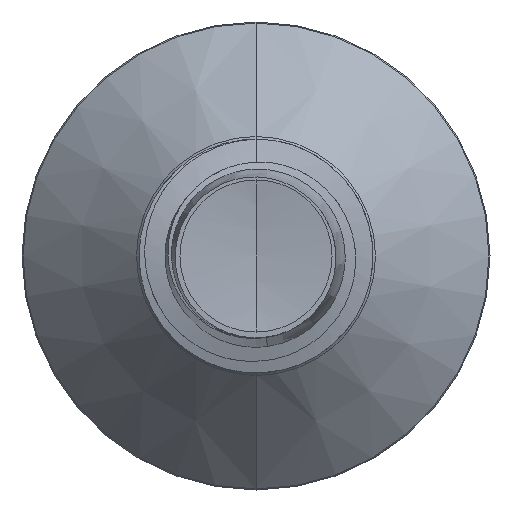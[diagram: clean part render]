
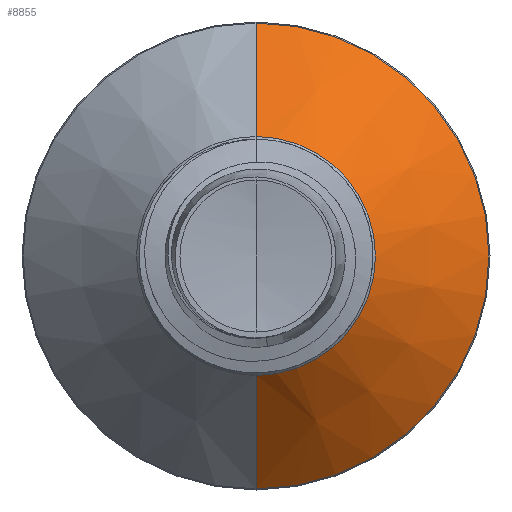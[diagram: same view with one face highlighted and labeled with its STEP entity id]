
A CAD part, front view. The second image highlights one B-rep face of the part: STEP entity #8855.
In plain terms, the highlighted conical face has half-angle 45 degrees and reference radius 2.042 mm.
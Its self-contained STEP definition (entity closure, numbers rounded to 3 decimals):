
#429 = VERTEX_POINT ( 'NONE', #8830 ) ;
#520 = DIRECTION ( 'NONE',  ( 0., 0., 1. ) ) ;
#977 = CIRCLE ( 'NONE', #2535, 2.042 ) ;
#1840 = CARTESIAN_POINT ( 'NONE',  ( 0., 4.282, 3.982 ) ) ;
#2535 = AXIS2_PLACEMENT_3D ( 'NONE', #10869, #4855, #11912 ) ;
#2706 = AXIS2_PLACEMENT_3D ( 'NONE', #12867, #6801, #520 ) ;
#3039 = VECTOR ( 'NONE', #12823, 1000. ) ;
#3050 = CONICAL_SURFACE ( 'NONE', #5188, 2.042, 0.785 ) ;
#3362 = LINE ( 'NONE', #11793, #3039 ) ;
#3612 = DIRECTION ( 'NONE',  ( 0., 1., 0. ) ) ;
#4855 = DIRECTION ( 'NONE',  ( 0., 1., 0. ) ) ;
#5188 = AXIS2_PLACEMENT_3D ( 'NONE', #12755, #3612, #6685 ) ;
#5646 = CARTESIAN_POINT ( 'NONE',  ( 0., 2.342, -2.042 ) ) ;
#5862 = CARTESIAN_POINT ( 'NONE',  ( 0., 4.282, -3.982 ) ) ;
#5880 = CARTESIAN_POINT ( 'NONE',  ( 0., 2.342, 2.042 ) ) ;
#6043 = ORIENTED_EDGE ( 'NONE', *, *, #10230, .T. ) ;
#6105 = FACE_OUTER_BOUND ( 'NONE', #10811, .T. ) ;
#6685 = DIRECTION ( 'NONE',  ( 0., 0., 1. ) ) ;
#6801 = DIRECTION ( 'NONE',  ( 0., 1., 0. ) ) ;
#7282 = VERTEX_POINT ( 'NONE', #5646 ) ;
#7993 = VERTEX_POINT ( 'NONE', #5862 ) ;
#8730 = ORIENTED_EDGE ( 'NONE', *, *, #10507, .T. ) ;
#8830 = CARTESIAN_POINT ( 'NONE',  ( 0., 2.342, 2.042 ) ) ;
#8855 = ADVANCED_FACE ( 'NONE', ( #6105 ), #3050, .T. ) ;
#9015 = ORIENTED_EDGE ( 'NONE', *, *, #9639, .F. ) ;
#9019 = ORIENTED_EDGE ( 'NONE', *, *, #10266, .F. ) ;
#9551 = LINE ( 'NONE', #5880, #11934 ) ;
#9639 = EDGE_CURVE ( 'NONE', #429, #11536, #9551, .T. ) ;
#10230 = EDGE_CURVE ( 'NONE', #7282, #7993, #3362, .T. ) ;
#10266 = EDGE_CURVE ( 'NONE', #11536, #7993, #10791, .T. ) ;
#10507 = EDGE_CURVE ( 'NONE', #429, #7282, #977, .T. ) ;
#10791 = CIRCLE ( 'NONE', #2706, 3.982 ) ;
#10811 = EDGE_LOOP ( 'NONE', ( #8730, #6043, #9019, #9015 ) ) ;
#10869 = CARTESIAN_POINT ( 'NONE',  ( 0., 2.342, 0. ) ) ;
#11536 = VERTEX_POINT ( 'NONE', #1840 ) ;
#11793 = CARTESIAN_POINT ( 'NONE',  ( 0., 2.342, -2.042 ) ) ;
#11912 = DIRECTION ( 'NONE',  ( 0., 0., 1. ) ) ;
#11934 = VECTOR ( 'NONE', #12949, 1000. ) ;
#12755 = CARTESIAN_POINT ( 'NONE',  ( 0., 2.342, 0. ) ) ;
#12823 = DIRECTION ( 'NONE',  ( 0., 0.707, -0.707 ) ) ;
#12867 = CARTESIAN_POINT ( 'NONE',  ( 0., 4.282, 0. ) ) ;
#12949 = DIRECTION ( 'NONE',  ( 0., 0.707, 0.707 ) ) ;
